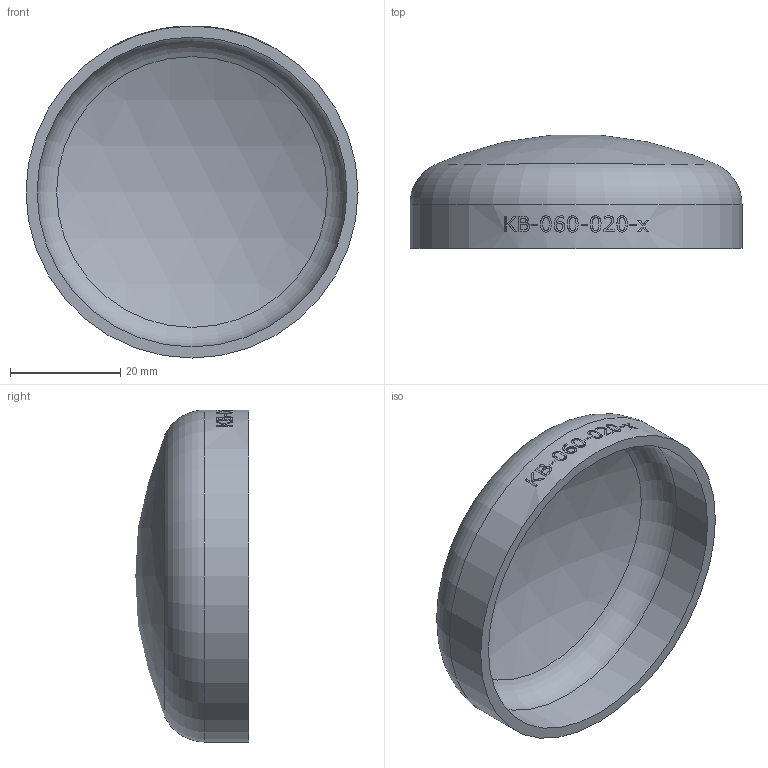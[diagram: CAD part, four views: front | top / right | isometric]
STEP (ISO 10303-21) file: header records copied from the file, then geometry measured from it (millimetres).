
FILE_DESCRIPTION (( 'STEP AP214' ), '1' );
FILE_NAME ('KB-060-020-x Klöpperboden 2001.STEP', '2020-01-28T13:55:37', ( '' ), ( '' ), 'SwSTEP 2.0', 'SolidWorks 2016', '' );
FILE_SCHEMA (( 'AUTOMOTIVE_DESIGN' ));
Length unit declared in the file: millimetre
Products named in the file (1): KB-060-020-x Klöpperboden 2001
Bounding box: 60.3 x 20.57 x 60.3 mm (x, y, z)
Volume: 9840.8 mm3; surface area: 10225.2 mm2
Topology: 1 solids, 1 shells, 169 faces, 439 edges, 292 vertices
Faces by surface type: bspline 102, plane 42, cylinder 21, torus 2, sphere 2
Full cylindrical faces by diameter (mm): 56.3 x1, 60.3 x1
Entity records: 19596 total; most frequent: CARTESIAN_POINT 14609, ORIENTED_EDGE 870, EDGE_CURVE 435, B_SPLINE_CURVE_WITH_KNOTS 320, DIRECTION 305, VERTEX_POINT 292, EDGE_LOOP 193, FACE_OUTER_BOUND 173
